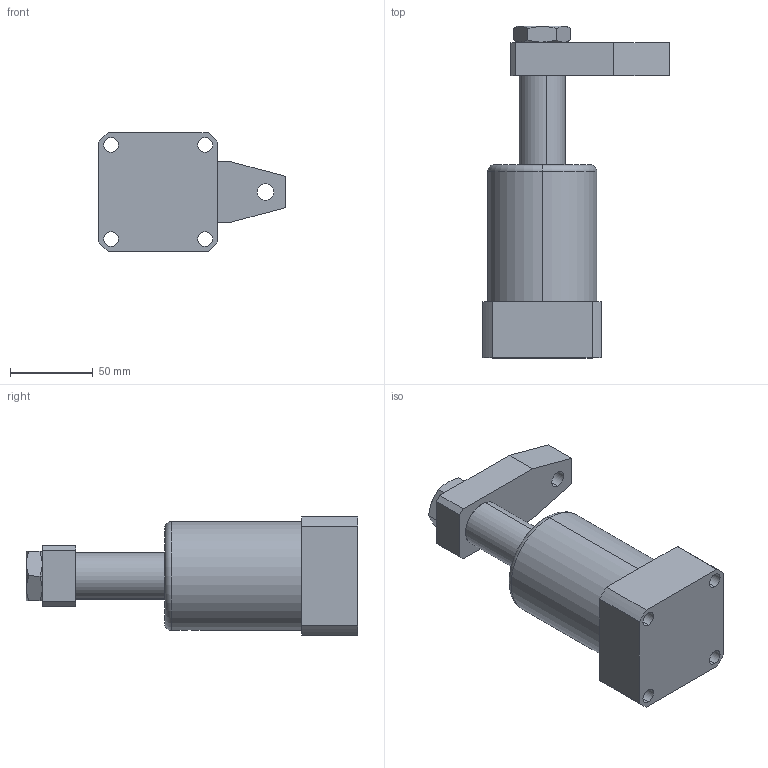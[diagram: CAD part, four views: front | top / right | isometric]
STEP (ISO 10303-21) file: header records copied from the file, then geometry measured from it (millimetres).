
FILE_DESCRIPTION (( 'STEP AP203' ), '1' );
FILE_NAME ('HSL-50S-E.STEP', '2019-10-05T08:50:59', ( '微软用户' ), ( '微软中国' ), 'SwSTEP 2.0', 'SolidWorks 2012', '' );
FILE_SCHEMA (( 'CONFIG_CONTROL_DESIGN' ));
Length unit declared in the file: millimetre
Products named in the file (5): HSL-50S-E; HSL-50S活塞杆-E; HSL-50S-11-34蛌褒詰掛极; HSL-50S揤旋杻秶; hex thin nuts-grades ab-chamfered gb_GB_FASTENER_NUT_STNAB  B M20-N
Assembly tree (4 placements, depth 2):
  HSL-50S-E
    hex thin nuts-grades ab-chamfered gb_GB_FASTENER_NUT_STNAB  B M20-N
    HSL-50S揤旋杻秶
    HSL-50S-11-34蛌褒詰掛极
    HSL-50S活塞杆-E
Bounding box: 113 x 201 x 72 mm (x, y, z)
Volume: 453517 mm3; surface area: 87810.5 mm2
Topology: 4 solids, 4 shells, 153 faces, 373 edges, 242 vertices
Faces by surface type: plane 73, cylinder 38, cone 18, bspline 16, torus 8
Entity records: 5946 total; most frequent: CARTESIAN_POINT 1854, ORIENTED_EDGE 746, DIRECTION 724, EDGE_CURVE 373, AXIS2_PLACEMENT_3D 264, VERTEX_POINT 242, VECTOR 196, LINE 196
